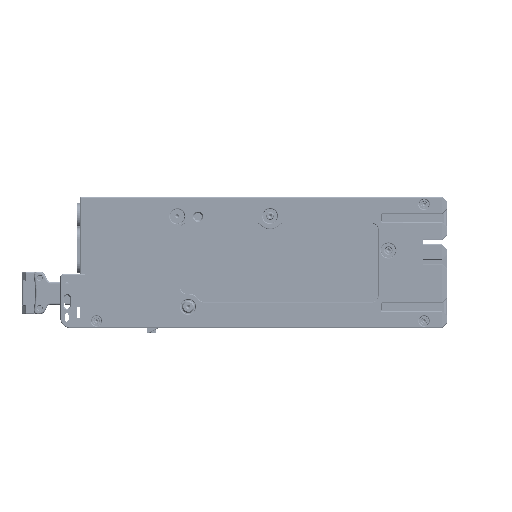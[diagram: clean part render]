
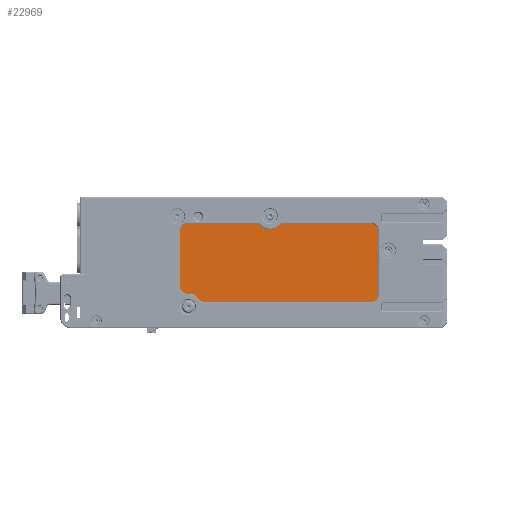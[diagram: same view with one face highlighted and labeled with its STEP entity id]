
A CAD part, left-side view. The second image highlights one B-rep face of the part: STEP entity #22969.
In plain terms, the highlighted planar face has unit normal (-1, 0, 0).
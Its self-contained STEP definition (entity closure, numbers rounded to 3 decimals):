
#7024=DIRECTION('',(0.,-1.,0.));
#7025=VECTOR('',#7024,51.127);
#7026=CARTESIAN_POINT('',(0.1,-37.873,-12.));
#7027=LINE('',#7026,#7025);
#7052=DIRECTION('',(0.,0.,-1.));
#7053=VECTOR('',#7052,17.513);
#7054=CARTESIAN_POINT('',(0.1,-30.6,10.));
#7055=LINE('',#7054,#7053);
#7070=DIRECTION('',(0.,1.,0.));
#7071=VECTOR('',#7070,21.115);
#7072=CARTESIAN_POINT('',(0.1,-53.715,12.));
#7073=LINE('',#7072,#7071);
#7098=DIRECTION('',(0.,1.,0.));
#7099=VECTOR('',#7098,26.715);
#7100=CARTESIAN_POINT('',(0.1,-89.,12.));
#7101=LINE('',#7100,#7099);
#7116=DIRECTION('',(0.,0.,1.));
#7117=VECTOR('',#7116,20.);
#7118=CARTESIAN_POINT('',(0.1,-91.,-10.));
#7119=LINE('',#7118,#7117);
#7130=CARTESIAN_POINT('',(0.1,-37.873,-10.));
#7131=DIRECTION('',(1.,0.,0.));
#7132=DIRECTION('',(0.,0.,-1.));
#7133=AXIS2_PLACEMENT_3D('',#7130,#7131,#7132);
#7135=CARTESIAN_POINT('',(0.1,-33.,-13.5));
#7136=DIRECTION('',(-1.,0.,0.));
#7137=DIRECTION('',(0.,-0.812,0.583));
#7138=AXIS2_PLACEMENT_3D('',#7135,#7136,#7137);
#7140=CARTESIAN_POINT('',(0.1,-32.6,-7.513));
#7141=DIRECTION('',(1.,0.,0.));
#7142=DIRECTION('',(0.,-0.067,-0.998));
#7143=AXIS2_PLACEMENT_3D('',#7140,#7141,#7142);
#7145=CARTESIAN_POINT('',(0.1,-32.6,10.));
#7146=DIRECTION('',(1.,0.,0.));
#7147=DIRECTION('',(0.,1.,0.));
#7148=AXIS2_PLACEMENT_3D('',#7145,#7146,#7147);
#7150=CARTESIAN_POINT('',(0.1,-53.715,10.));
#7151=DIRECTION('',(1.,0.,0.));
#7152=DIRECTION('',(0.,0.,1.));
#7153=AXIS2_PLACEMENT_3D('',#7150,#7151,#7152);
#7155=CARTESIAN_POINT('',(0.1,-58.,14.2));
#7156=DIRECTION('',(-1.,0.,0.));
#7157=DIRECTION('',(0.,0.714,-0.7));
#7158=AXIS2_PLACEMENT_3D('',#7155,#7156,#7157);
#7160=CARTESIAN_POINT('',(0.1,-62.285,10.));
#7161=DIRECTION('',(1.,0.,0.));
#7162=DIRECTION('',(0.,0.714,0.7));
#7163=AXIS2_PLACEMENT_3D('',#7160,#7161,#7162);
#7165=CARTESIAN_POINT('',(0.1,-89.,10.));
#7166=DIRECTION('',(1.,0.,0.));
#7167=DIRECTION('',(0.,0.,1.));
#7168=AXIS2_PLACEMENT_3D('',#7165,#7166,#7167);
#7170=CARTESIAN_POINT('',(0.1,-89.,-10.));
#7171=DIRECTION('',(1.,0.,0.));
#7172=DIRECTION('',(0.,-1.,0.));
#7173=AXIS2_PLACEMENT_3D('',#7170,#7171,#7172);
#9165=CARTESIAN_POINT('',(0.1,-37.873,-12.));
#9166=VERTEX_POINT('',#9165);
#9167=CARTESIAN_POINT('',(0.1,-89.,-12.));
#9168=VERTEX_POINT('',#9167);
#9169=CARTESIAN_POINT('',(0.1,-36.249,-11.167));
#9170=VERTEX_POINT('',#9169);
#9171=CARTESIAN_POINT('',(0.1,-32.733,-9.509));
#9172=VERTEX_POINT('',#9171);
#9173=CARTESIAN_POINT('',(0.1,-30.6,-7.513));
#9174=VERTEX_POINT('',#9173);
#9175=CARTESIAN_POINT('',(0.1,-30.6,10.));
#9176=VERTEX_POINT('',#9175);
#9177=CARTESIAN_POINT('',(0.1,-32.6,12.));
#9178=VERTEX_POINT('',#9177);
#9179=CARTESIAN_POINT('',(0.1,-53.715,12.));
#9180=VERTEX_POINT('',#9179);
#9181=CARTESIAN_POINT('',(0.1,-55.143,11.4));
#9182=VERTEX_POINT('',#9181);
#9183=CARTESIAN_POINT('',(0.1,-60.857,11.4));
#9184=VERTEX_POINT('',#9183);
#9185=CARTESIAN_POINT('',(0.1,-62.285,12.));
#9186=VERTEX_POINT('',#9185);
#9187=CARTESIAN_POINT('',(0.1,-89.,12.));
#9188=VERTEX_POINT('',#9187);
#9189=CARTESIAN_POINT('',(0.1,-91.,10.));
#9190=VERTEX_POINT('',#9189);
#9191=CARTESIAN_POINT('',(0.1,-91.,-10.));
#9192=VERTEX_POINT('',#9191);
#22948=CARTESIAN_POINT('',(0.1,0.,0.));
#22949=DIRECTION('',(-1.,0.,0.));
#22950=DIRECTION('',(0.,1.,0.));
#22951=AXIS2_PLACEMENT_3D('',#22948,#22949,#22950);
#22952=PLANE('',#22951);
#22953=ORIENTED_EDGE('',*,*,#22662,.F.);
#22954=ORIENTED_EDGE('',*,*,#22684,.T.);
#22955=ORIENTED_EDGE('',*,*,#22705,.T.);
#22956=ORIENTED_EDGE('',*,*,#22726,.T.);
#22957=ORIENTED_EDGE('',*,*,#22747,.F.);
#22958=ORIENTED_EDGE('',*,*,#22768,.T.);
#22959=ORIENTED_EDGE('',*,*,#22789,.F.);
#22960=ORIENTED_EDGE('',*,*,#22810,.T.);
#22961=ORIENTED_EDGE('',*,*,#22831,.T.);
#22962=ORIENTED_EDGE('',*,*,#22852,.T.);
#22963=ORIENTED_EDGE('',*,*,#22873,.F.);
#22964=ORIENTED_EDGE('',*,*,#22894,.T.);
#22965=ORIENTED_EDGE('',*,*,#22915,.F.);
#22966=ORIENTED_EDGE('',*,*,#22935,.T.);
#22967=EDGE_LOOP('',(#22953,#22954,#22955,#22956,#22957,#22958,#22959,#22960,
#22961,#22962,#22963,#22964,#22965,#22966));
#22968=FACE_OUTER_BOUND('',#22967,.F.);
#22969=ADVANCED_FACE('',(#22968),#22952,.T.);
#7134=CIRCLE('',#7133,2.);
#7139=CIRCLE('',#7138,4.);
#7144=CIRCLE('',#7143,2.);
#7149=CIRCLE('',#7148,2.);
#7154=CIRCLE('',#7153,2.);
#7159=CIRCLE('',#7158,4.);
#7164=CIRCLE('',#7163,2.);
#7169=CIRCLE('',#7168,2.);
#7174=CIRCLE('',#7173,2.);
#22662=EDGE_CURVE('',#9166,#9168,#7027,.T.);
#22684=EDGE_CURVE('',#9166,#9170,#7134,.T.);
#22705=EDGE_CURVE('',#9170,#9172,#7139,.T.);
#22726=EDGE_CURVE('',#9172,#9174,#7144,.T.);
#22747=EDGE_CURVE('',#9176,#9174,#7055,.T.);
#22768=EDGE_CURVE('',#9176,#9178,#7149,.T.);
#22789=EDGE_CURVE('',#9180,#9178,#7073,.T.);
#22810=EDGE_CURVE('',#9180,#9182,#7154,.T.);
#22831=EDGE_CURVE('',#9182,#9184,#7159,.T.);
#22852=EDGE_CURVE('',#9184,#9186,#7164,.T.);
#22873=EDGE_CURVE('',#9188,#9186,#7101,.T.);
#22894=EDGE_CURVE('',#9188,#9190,#7169,.T.);
#22915=EDGE_CURVE('',#9192,#9190,#7119,.T.);
#22935=EDGE_CURVE('',#9192,#9168,#7174,.T.);
